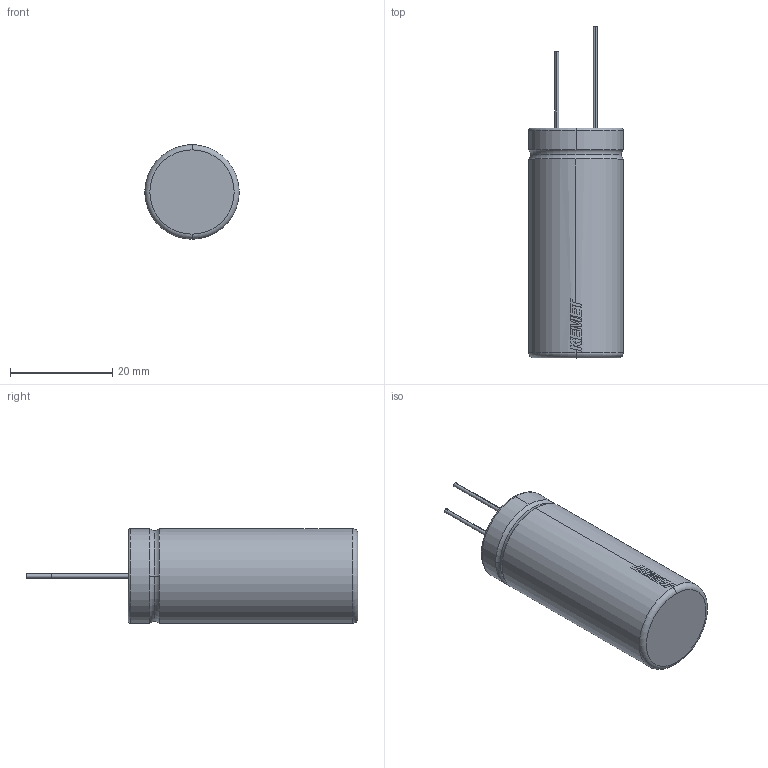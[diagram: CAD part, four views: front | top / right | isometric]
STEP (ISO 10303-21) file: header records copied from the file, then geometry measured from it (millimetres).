
FILE_DESCRIPTION (( 'STEP AP214' ), '1' );
FILE_NAME ('CDR_CCW_D18.5L45S7.5F0.8.STEP', '2018-02-12T20:43:47', ( '' ), ( '' ), 'SwSTEP 2.0', 'SolidWorks 2014', '' );
FILE_SCHEMA (( 'AUTOMOTIVE_DESIGN' ));
Length unit declared in the file: millimetre
Products named in the file (1): CDR_CCW_D18.5L45S7.5F0.8
Bounding box: 18.5 x 65 x 18.51 mm (x, y, z)
Volume: 12073.1 mm3; surface area: 3211.4 mm2
Topology: 1 solids, 1 shells, 82 faces, 228 edges, 150 vertices
Faces by surface type: bspline 31, plane 26, cylinder 17, torus 8
Entity records: 3727 total; most frequent: CARTESIAN_POINT 1009, ORIENTED_EDGE 456, DIRECTION 235, EDGE_CURVE 228, VERTEX_POINT 150, B_SPLINE_CURVE_WITH_KNOTS 131, AXIS2_PLACEMENT_3D 86, UNCERTAINTY_MEASURE_WITH_UNIT 85
